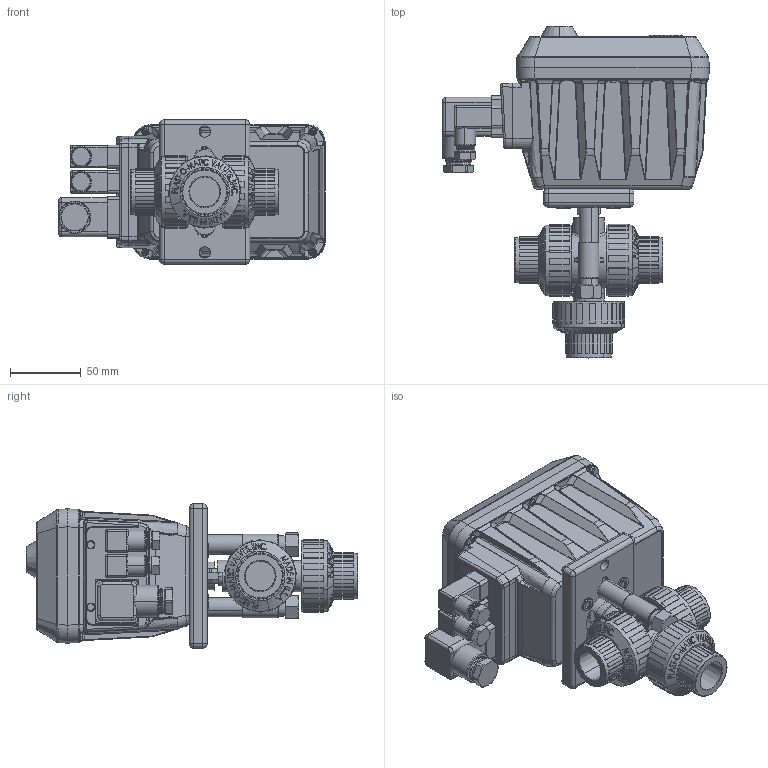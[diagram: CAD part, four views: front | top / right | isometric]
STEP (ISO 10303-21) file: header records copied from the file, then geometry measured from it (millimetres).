
FILE_DESCRIPTION (( 'STEP AP203' ), '1' );
FILE_NAME ('TCAFEN-050.STEP', '2022-01-06T19:49:18', ( '' ), ( '' ), 'SwSTEP 2.0', 'SolidWorks 2021', '' );
FILE_SCHEMA (( 'CONFIG_CONTROL_DESIGN' ));
Products named in the file (1): TCAFEN-050
Bounding box: 187.84 x 233.87 x 101.6 mm (x, y, z)
Volume: 1501420.1 mm3; surface area: 143532.8 mm2
Topology: 1 solids, 1 shells, 3371 faces, 8819 edges, 5661 vertices
Faces by surface type: plane 1600, bspline 712, cylinder 660, cone 315, torus 68, sphere 16
Entity records: 140076 total; most frequent: CARTESIAN_POINT 65661, ORIENTED_EDGE 17600, DIRECTION 12079, EDGE_CURVE 8800, VERTEX_POINT 5661, AXIS2_PLACEMENT_3D 4236, EDGE_LOOP 3625, LINE 3607
